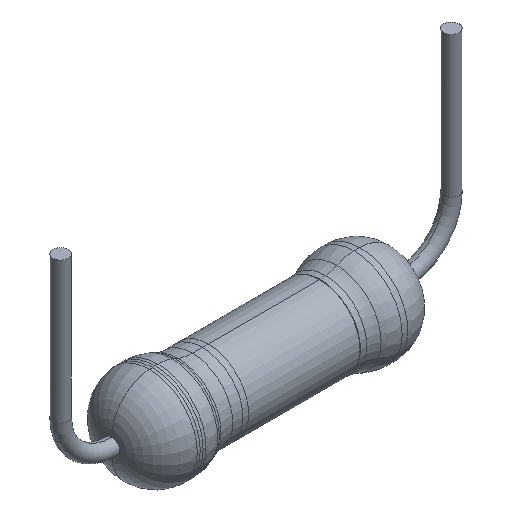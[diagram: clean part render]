
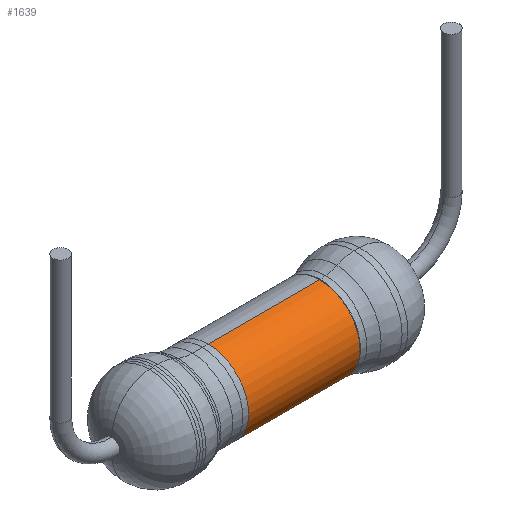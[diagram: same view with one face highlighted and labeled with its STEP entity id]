
A CAD part, isometric view. The second image highlights one B-rep face of the part: STEP entity #1639.
In plain terms, the highlighted cylindrical face has radius 2.1 mm (diameter 4.2 mm), a partial arc.
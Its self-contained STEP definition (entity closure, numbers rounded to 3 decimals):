
#7 = ORIENTED_EDGE ( 'NONE', *, *, #39, .T. ) ;
#9 = ORIENTED_EDGE ( 'NONE', *, *, #25, .T. ) ;
#10 = ORIENTED_EDGE ( 'NONE', *, *, #18, .F. ) ;
#12 = VERTEX_POINT ( 'NONE', #255 ) ;
#18 = EDGE_CURVE ( 'NONE', #50, #68, #290, .T. ) ;
#25 = EDGE_CURVE ( 'NONE', #12, #144, #288, .T. ) ;
#39 = EDGE_CURVE ( 'NONE', #50, #12, #326, .T. ) ;
#50 = VERTEX_POINT ( 'NONE', #397 ) ;
#68 = VERTEX_POINT ( 'NONE', #429 ) ;
#144 = VERTEX_POINT ( 'NONE', #725 ) ;
#255 = CARTESIAN_POINT ( 'NONE',  ( 10.811, 0., 2.1 ) ) ;
#263 = DIRECTION ( 'NONE',  ( -1., 0., 0. ) ) ;
#264 = VECTOR ( 'NONE', #263, 1000. ) ;
#265 = CARTESIAN_POINT ( 'NONE',  ( 0., 0., 2.1 ) ) ;
#286 = DIRECTION ( 'NONE',  ( -1., 0., 0. ) ) ;
#287 = VECTOR ( 'NONE', #286, 1000. ) ;
#288 = LINE ( 'NONE', #265, #264 ) ;
#290 = LINE ( 'NONE', #291, #287 ) ;
#291 = CARTESIAN_POINT ( 'NONE',  ( 0., 0., -2.1 ) ) ;
#302 = AXIS2_PLACEMENT_3D ( 'NONE', #379, #323, #373 ) ;
#323 = DIRECTION ( 'NONE',  ( -1., 0., 0. ) ) ;
#326 = CIRCLE ( 'NONE', #302, 2.1 ) ;
#373 = DIRECTION ( 'NONE',  ( 0., 0., 1. ) ) ;
#379 = CARTESIAN_POINT ( 'NONE',  ( 10.811, 0., 0. ) ) ;
#397 = CARTESIAN_POINT ( 'NONE',  ( 10.811, 0., -2.1 ) ) ;
#429 = CARTESIAN_POINT ( 'NONE',  ( 5.013, 0., -2.1 ) ) ;
#725 = CARTESIAN_POINT ( 'NONE',  ( 5.013, 0., 2.1 ) ) ;
#958 = CYLINDRICAL_SURFACE ( 'NONE', #968, 2.1 ) ;
#968 = AXIS2_PLACEMENT_3D ( 'NONE', #973, #1008, #1007 ) ;
#973 = CARTESIAN_POINT ( 'NONE',  ( 0., 0., 0. ) ) ;
#981 = FACE_OUTER_BOUND ( 'NONE', #1637, .T. ) ;
#1007 = DIRECTION ( 'NONE',  ( 0., 0., 1. ) ) ;
#1008 = DIRECTION ( 'NONE',  ( -1., 0., 0. ) ) ;
#1074 = DIRECTION ( 'NONE',  ( 0., 0., 1. ) ) ;
#1075 = DIRECTION ( 'NONE',  ( -1., 0., 0. ) ) ;
#1076 = AXIS2_PLACEMENT_3D ( 'NONE', #1078, #1075, #1074 ) ;
#1078 = CARTESIAN_POINT ( 'NONE',  ( 5.013, 0., 0. ) ) ;
#1084 = CIRCLE ( 'NONE', #1076, 2.1 ) ;
#1637 = EDGE_LOOP ( 'NONE', ( #10, #7, #9, #1653 ) ) ;
#1639 = ADVANCED_FACE ( 'NONE', ( #981 ), #958, .T. ) ;
#1653 = ORIENTED_EDGE ( 'NONE', *, *, #1670, .F. ) ;
#1670 = EDGE_CURVE ( 'NONE', #68, #144, #1084, .T. ) ;
